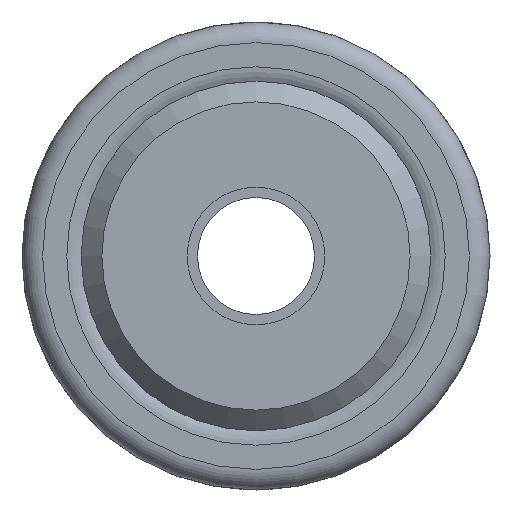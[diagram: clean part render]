
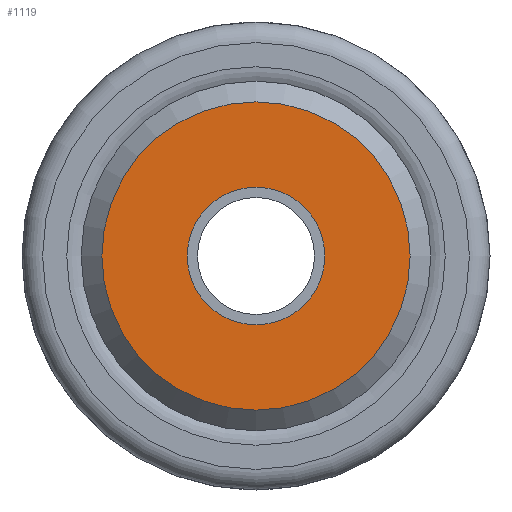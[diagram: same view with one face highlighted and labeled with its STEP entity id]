
A CAD part, left-side view. The second image highlights one B-rep face of the part: STEP entity #1119.
In plain terms, the highlighted planar face has unit normal (-1, 0, 0).
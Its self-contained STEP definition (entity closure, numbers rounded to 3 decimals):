
#162=FACE_BOUND('',#253,.T.);
#188=FACE_OUTER_BOUND('',#252,.T.);
#252=EDGE_LOOP('',(#834,#835));
#253=EDGE_LOOP('',(#836,#837));
#299=CIRCLE('',#1184,5.);
#300=CIRCLE('',#1185,5.);
#340=CIRCLE('',#1245,11.2);
#341=CIRCLE('',#1246,11.2);
#414=VERTEX_POINT('',#1759);
#415=VERTEX_POINT('',#1760);
#455=VERTEX_POINT('',#1878);
#456=VERTEX_POINT('',#1879);
#541=EDGE_CURVE('',#414,#415,#299,.T.);
#542=EDGE_CURVE('',#415,#414,#300,.T.);
#599=EDGE_CURVE('',#455,#456,#340,.T.);
#600=EDGE_CURVE('',#456,#455,#341,.T.);
#834=ORIENTED_EDGE('',*,*,#599,.F.);
#835=ORIENTED_EDGE('',*,*,#600,.F.);
#836=ORIENTED_EDGE('',*,*,#541,.T.);
#837=ORIENTED_EDGE('',*,*,#542,.T.);
#1081=PLANE('',#1244);
#1119=ADVANCED_FACE('',(#188,#162),#1081,.T.);
#1184=AXIS2_PLACEMENT_3D('',#1761,#1366,#1367);
#1185=AXIS2_PLACEMENT_3D('',#1762,#1368,#1369);
#1244=AXIS2_PLACEMENT_3D('',#1877,#1503,#1504);
#1245=AXIS2_PLACEMENT_3D('',#1880,#1505,#1506);
#1246=AXIS2_PLACEMENT_3D('',#1881,#1507,#1508);
#1366=DIRECTION('center_axis',(1.,0.,0.));
#1367=DIRECTION('ref_axis',(0.,0.,1.));
#1368=DIRECTION('center_axis',(1.,0.,0.));
#1369=DIRECTION('ref_axis',(0.,0.,1.));
#1503=DIRECTION('center_axis',(-1.,0.,0.));
#1504=DIRECTION('ref_axis',(0.,0.,1.));
#1505=DIRECTION('center_axis',(1.,0.,0.));
#1506=DIRECTION('ref_axis',(0.,0.,-1.));
#1507=DIRECTION('center_axis',(1.,0.,0.));
#1508=DIRECTION('ref_axis',(0.,0.,-1.));
#1759=CARTESIAN_POINT('',(-140.,0.,5.));
#1760=CARTESIAN_POINT('',(-140.,0.,-5.));
#1761=CARTESIAN_POINT('Origin',(-140.,0.,0.));
#1762=CARTESIAN_POINT('Origin',(-140.,0.,0.));
#1877=CARTESIAN_POINT('Origin',(-140.,11.2,0.));
#1878=CARTESIAN_POINT('',(-140.,11.2,0.));
#1879=CARTESIAN_POINT('',(-140.,-11.2,0.));
#1880=CARTESIAN_POINT('Origin',(-140.,0.,0.));
#1881=CARTESIAN_POINT('Origin',(-140.,0.,0.));
